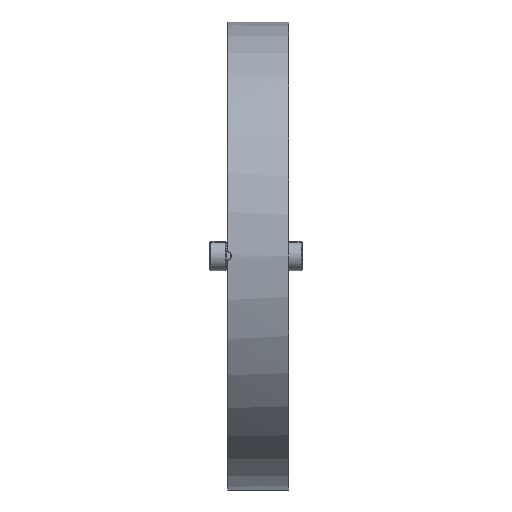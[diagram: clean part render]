
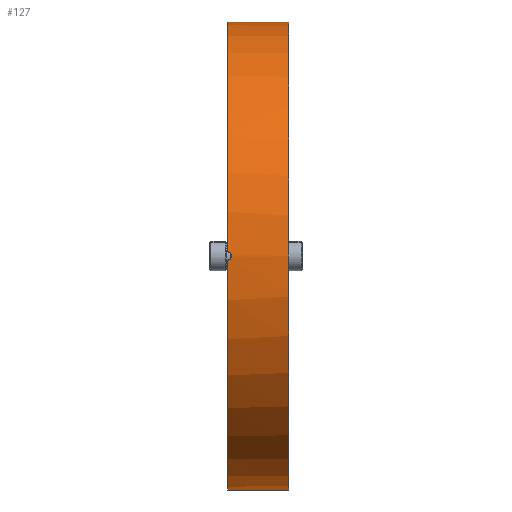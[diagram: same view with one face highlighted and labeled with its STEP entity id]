
A CAD part, left-side view. The second image highlights one B-rep face of the part: STEP entity #127.
In plain terms, the highlighted cylindrical face has radius 57.15 mm (diameter 114.3 mm), a partial arc.
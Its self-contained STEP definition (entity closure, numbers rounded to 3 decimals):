
#7 = DIRECTION ( 'NONE',  ( 0., 0., 1. ) ) ;
#54 = DIRECTION ( 'NONE',  ( 0., 0., 1. ) ) ;
#122 = CARTESIAN_POINT ( 'NONE',  ( -57.141, -0.132, 1. ) ) ;
#127 = ADVANCED_FACE ( 'NONE', ( #466 ), #2071, .T. ) ;
#134 = CARTESIAN_POINT ( 'NONE',  ( -57.148, -0.874, -0.503 ) ) ;
#138 = EDGE_CURVE ( 'NONE', #740, #1529, #405, .T. ) ;
#171 = CARTESIAN_POINT ( 'NONE',  ( -57.141, 0., 1. ) ) ;
#188 = ORIENTED_EDGE ( 'NONE', *, *, #2257, .F. ) ;
#244 = CARTESIAN_POINT ( 'NONE',  ( 0., 0., 0. ) ) ;
#289 = ORIENTED_EDGE ( 'NONE', *, *, #1041, .T. ) ;
#348 = CARTESIAN_POINT ( 'NONE',  ( -57.141, 0., 1. ) ) ;
#362 = CARTESIAN_POINT ( 'NONE',  ( -57.143, -0.521, -0.893 ) ) ;
#405 = LINE ( 'NONE', #1620, #1564 ) ;
#462 = DIRECTION ( 'NONE',  ( 0., 0., 1. ) ) ;
#466 = FACE_OUTER_BOUND ( 'NONE', #1103, .T. ) ;
#483 = CIRCLE ( 'NONE', #2428, 57.15 ) ;
#569 = CARTESIAN_POINT ( 'NONE',  ( -57.142, -0.262, 0.974 ) ) ;
#579 = CARTESIAN_POINT ( 'NONE',  ( -57.141, 0., -1. ) ) ;
#599 = CARTESIAN_POINT ( 'NONE',  ( 0., -15., 0. ) ) ;
#644 = ORIENTED_EDGE ( 'NONE', *, *, #658, .T. ) ;
#658 = EDGE_CURVE ( 'NONE', #740, #774, #1560, .T. ) ;
#691 = DIRECTION ( 'NONE',  ( 0., 1., 0. ) ) ;
#740 = VERTEX_POINT ( 'NONE', #825 ) ;
#753 = VERTEX_POINT ( 'NONE', #171 ) ;
#774 = VERTEX_POINT ( 'NONE', #2817 ) ;
#796 = CARTESIAN_POINT ( 'NONE',  ( -57.144, -0.615, 0.799 ) ) ;
#806 = CARTESIAN_POINT ( 'NONE',  ( 0., 0., 57.15 ) ) ;
#825 = CARTESIAN_POINT ( 'NONE',  ( 0., -15., -57.15 ) ) ;
#1009 = CARTESIAN_POINT ( 'NONE',  ( -57.148, -0.874, 0.503 ) ) ;
#1041 = EDGE_CURVE ( 'NONE', #753, #2194, #1292, .T. ) ;
#1103 = EDGE_LOOP ( 'NONE', ( #1507, #644, #1167, #188, #289, #1280 ) ) ;
#1108 = DIRECTION ( 'NONE',  ( 0., 1., 0. ) ) ;
#1167 = ORIENTED_EDGE ( 'NONE', *, *, #2012, .T. ) ;
#1236 = CARTESIAN_POINT ( 'NONE',  ( -57.15, -1., 0.131 ) ) ;
#1280 = ORIENTED_EDGE ( 'NONE', *, *, #2497, .F. ) ;
#1292 = B_SPLINE_CURVE_WITH_KNOTS ( 'NONE', 3,
 ( #348, #122, #569, #2096, #796, #2317, #1009, #2543, #1236, #2772, #1454, #134, #1664, #362, #1886, #579 ),
 .UNSPECIFIED., .F., .F.,
 ( 4, 2, 2, 2, 2, 2, 2, 4 ),
 ( 0., 0., 0.001, 0.001, 0.002, 0.002, 0.002, 0.003 ),
 .UNSPECIFIED. ) ;
#1331 = CARTESIAN_POINT ( 'NONE',  ( 0., -15., 0. ) ) ;
#1361 = AXIS2_PLACEMENT_3D ( 'NONE', #599, #2124, #54 ) ;
#1454 = CARTESIAN_POINT ( 'NONE',  ( -57.15, -0.974, -0.261 ) ) ;
#1507 = ORIENTED_EDGE ( 'NONE', *, *, #138, .F. ) ;
#1523 = VECTOR ( 'NONE', #1689, 1000. ) ;
#1529 = VERTEX_POINT ( 'NONE', #2132 ) ;
#1560 = CIRCLE ( 'NONE', #1361, 57.15 ) ;
#1564 = VECTOR ( 'NONE', #2064, 1000. ) ;
#1620 = CARTESIAN_POINT ( 'NONE',  ( 0., -15., -57.15 ) ) ;
#1664 = CARTESIAN_POINT ( 'NONE',  ( -57.147, -0.801, -0.613 ) ) ;
#1689 = DIRECTION ( 'NONE',  ( 0., 1., 0. ) ) ;
#1770 = DIRECTION ( 'NONE',  ( 0., 1., 0. ) ) ;
#1886 = CARTESIAN_POINT ( 'NONE',  ( -57.141, -0.264, -1. ) ) ;
#1925 = VERTEX_POINT ( 'NONE', #806 ) ;
#1991 = CARTESIAN_POINT ( 'NONE',  ( 0., 0., 0. ) ) ;
#2012 = EDGE_CURVE ( 'NONE', #774, #1925, #2761, .T. ) ;
#2064 = DIRECTION ( 'NONE',  ( 0., 1., 0. ) ) ;
#2071 = CYLINDRICAL_SURFACE ( 'NONE', #2401, 57.15 ) ;
#2096 = CARTESIAN_POINT ( 'NONE',  ( -57.143, -0.504, 0.874 ) ) ;
#2124 = DIRECTION ( 'NONE',  ( 0., 1., 0. ) ) ;
#2132 = CARTESIAN_POINT ( 'NONE',  ( 0., 0., -57.15 ) ) ;
#2194 = VERTEX_POINT ( 'NONE', #2636 ) ;
#2216 = DIRECTION ( 'NONE',  ( 0., 0., 1. ) ) ;
#2257 = EDGE_CURVE ( 'NONE', #753, #1925, #2718, .T. ) ;
#2317 = CARTESIAN_POINT ( 'NONE',  ( -57.147, -0.799, 0.615 ) ) ;
#2401 = AXIS2_PLACEMENT_3D ( 'NONE', #1331, #1108, #7 ) ;
#2428 = AXIS2_PLACEMENT_3D ( 'NONE', #1991, #691, #2216 ) ;
#2497 = EDGE_CURVE ( 'NONE', #1529, #2194, #483, .T. ) ;
#2543 = CARTESIAN_POINT ( 'NONE',  ( -57.15, -0.974, 0.263 ) ) ;
#2636 = CARTESIAN_POINT ( 'NONE',  ( -57.141, 0., -1. ) ) ;
#2707 = AXIS2_PLACEMENT_3D ( 'NONE', #244, #1770, #462 ) ;
#2718 = CIRCLE ( 'NONE', #2707, 57.15 ) ;
#2761 = LINE ( 'NONE', #2795, #1523 ) ;
#2772 = CARTESIAN_POINT ( 'NONE',  ( -57.15, -1., -0.13 ) ) ;
#2795 = CARTESIAN_POINT ( 'NONE',  ( 0., -15., 57.15 ) ) ;
#2817 = CARTESIAN_POINT ( 'NONE',  ( 0., -15., 57.15 ) ) ;
